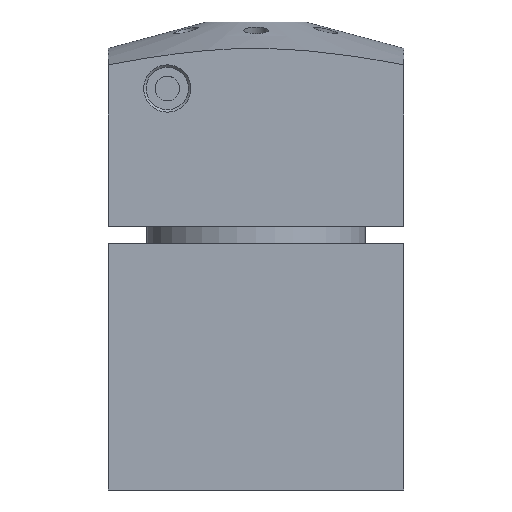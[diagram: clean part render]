
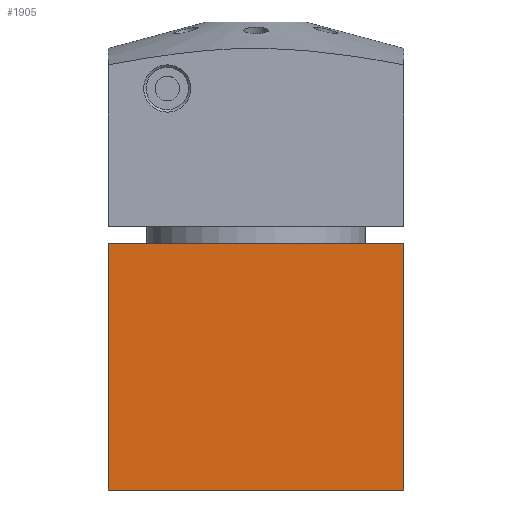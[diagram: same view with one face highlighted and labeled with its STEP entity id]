
A CAD part, front view. The second image highlights one B-rep face of the part: STEP entity #1905.
In plain terms, the highlighted planar face has unit normal (0, -1, 0).
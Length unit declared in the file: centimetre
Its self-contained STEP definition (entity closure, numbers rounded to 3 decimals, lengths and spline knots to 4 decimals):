
#198=VECTOR('',#7685,1.);
#200=VECTOR('',#7691,1.);
#202=VECTOR('',#7697,1.);
#214=VECTOR('',#7781,1.);
#256=LINE('',#4868,#198);
#258=LINE('',#4878,#200);
#260=LINE('',#4887,#202);
#272=LINE('',#7348,#214);
#346=PLANE('',#2098);
#461=VERTEX_POINT('',#4867);
#462=VERTEX_POINT('',#4869);
#467=VERTEX_POINT('',#4877);
#472=VERTEX_POINT('',#4886);
#771=EDGE_CURVE('',#461,#462,#256,.T.);
#778=EDGE_CURVE('',#461,#467,#258,.T.);
#783=EDGE_CURVE('',#467,#472,#260,.T.);
#837=EDGE_CURVE('',#462,#472,#272,.T.);
#1232=ORIENTED_EDGE('',*,*,#783,.T.);
#1233=ORIENTED_EDGE('',*,*,#837,.F.);
#1234=ORIENTED_EDGE('',*,*,#771,.F.);
#1235=ORIENTED_EDGE('',*,*,#778,.T.);
#1512=EDGE_LOOP('',(#1232,#1233,#1234,#1235));
#1747=FACE_BOUND('',#1512,.T.);
#1905=ADVANCED_FACE('',(#1747),#346,.T.);
#2098=AXIS2_PLACEMENT_3D('',#7347,#7780,$);
#4867=CARTESIAN_POINT('',(3.,-3.,0.));
#4868=CARTESIAN_POINT('',(3.,-3.,0.));
#4869=CARTESIAN_POINT('',(-3.,-3.,0.));
#4877=CARTESIAN_POINT('',(3.,-3.,5.));
#4878=CARTESIAN_POINT('',(3.,-3.,0.));
#4886=CARTESIAN_POINT('',(-3.,-3.,5.));
#4887=CARTESIAN_POINT('',(-1.7556,-3.,5.));
#7347=CARTESIAN_POINT('',(0.,-3.,0.));
#7348=CARTESIAN_POINT('',(-3.,-3.,0.));
#7685=DIRECTION('',(-1.,0.,0.));
#7691=DIRECTION('',(0.,0.,1.));
#7697=DIRECTION('',(-1.,0.,0.));
#7780=DIRECTION('',(0.,-1.,0.));
#7781=DIRECTION('',(0.,0.,1.));
